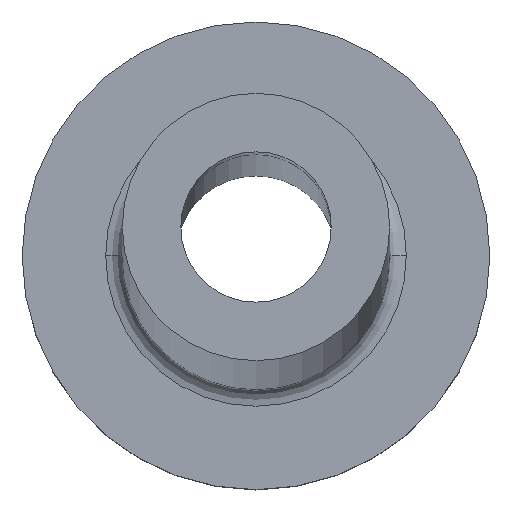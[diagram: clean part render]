
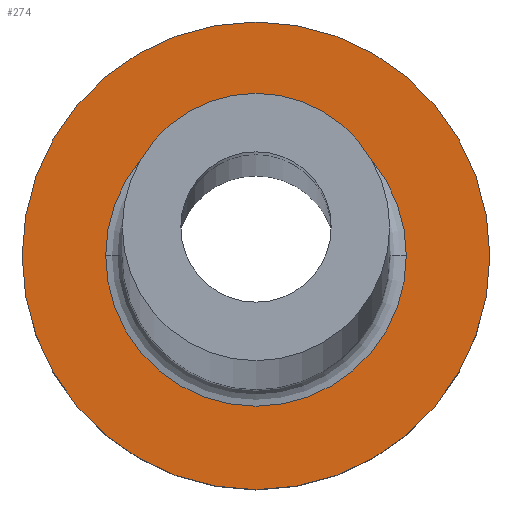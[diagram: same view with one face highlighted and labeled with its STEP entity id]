
A CAD part, top view. The second image highlights one B-rep face of the part: STEP entity #274.
In plain terms, the highlighted planar face has unit normal (0, 0, 1).
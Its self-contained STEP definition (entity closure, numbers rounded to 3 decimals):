
#1 = EDGE_CURVE ( 'NONE', #118, #34, #154, .T. ) ;
#20 = ORIENTED_EDGE ( 'NONE', *, *, #80, .T. ) ;
#22 = DIRECTION ( 'NONE',  ( 0., 0., -1. ) ) ;
#34 = VERTEX_POINT ( 'NONE', #163 ) ;
#47 = AXIS2_PLACEMENT_3D ( 'NONE', #363, #245, #208 ) ;
#49 = VERTEX_POINT ( 'NONE', #329 ) ;
#58 = EDGE_LOOP ( 'NONE', ( #339, #216 ) ) ;
#61 = CARTESIAN_POINT ( 'NONE',  ( 0., 0., 5. ) ) ;
#74 = DIRECTION ( 'NONE',  ( 0., 0., 1. ) ) ;
#80 = EDGE_CURVE ( 'NONE', #291, #49, #223, .T. ) ;
#107 = EDGE_CURVE ( 'NONE', #34, #118, #266, .T. ) ;
#118 = VERTEX_POINT ( 'NONE', #140 ) ;
#134 = DIRECTION ( 'NONE',  ( 1., 0., 0. ) ) ;
#140 = CARTESIAN_POINT ( 'NONE',  ( 7., 0., 5. ) ) ;
#145 = DIRECTION ( 'NONE',  ( 1., 0., 0. ) ) ;
#149 = AXIS2_PLACEMENT_3D ( 'NONE', #257, #74, #145 ) ;
#154 = CIRCLE ( 'NONE', #149, 7. ) ;
#160 = DIRECTION ( 'NONE',  ( 1., 0., 0. ) ) ;
#163 = CARTESIAN_POINT ( 'NONE',  ( -7., 0., 5. ) ) ;
#165 = DIRECTION ( 'NONE',  ( 0., 0., 1. ) ) ;
#176 = CARTESIAN_POINT ( 'NONE',  ( 0., 0., 5. ) ) ;
#208 = DIRECTION ( 'NONE',  ( 1., 0., 0. ) ) ;
#216 = ORIENTED_EDGE ( 'NONE', *, *, #1, .T. ) ;
#223 = CIRCLE ( 'NONE', #244, 4.5 ) ;
#244 = AXIS2_PLACEMENT_3D ( 'NONE', #176, #320, #134 ) ;
#245 = DIRECTION ( 'NONE',  ( 0., 0., 1. ) ) ;
#247 = AXIS2_PLACEMENT_3D ( 'NONE', #356, #22, #160 ) ;
#257 = CARTESIAN_POINT ( 'NONE',  ( 0., 0., 5. ) ) ;
#266 = CIRCLE ( 'NONE', #47, 7. ) ;
#274 = ADVANCED_FACE ( 'NONE', ( #317, #397 ), #362, .T. ) ;
#291 = VERTEX_POINT ( 'NONE', #453 ) ;
#317 = FACE_BOUND ( 'NONE', #359, .T. ) ;
#318 = ORIENTED_EDGE ( 'NONE', *, *, #340, .T. ) ;
#320 = DIRECTION ( 'NONE',  ( 0., 0., -1. ) ) ;
#329 = CARTESIAN_POINT ( 'NONE',  ( -4.5, 0., 5. ) ) ;
#339 = ORIENTED_EDGE ( 'NONE', *, *, #107, .T. ) ;
#340 = EDGE_CURVE ( 'NONE', #49, #291, #447, .T. ) ;
#356 = CARTESIAN_POINT ( 'NONE',  ( 0., 0., 5. ) ) ;
#359 = EDGE_LOOP ( 'NONE', ( #20, #318 ) ) ;
#362 = PLANE ( 'NONE',  #390 ) ;
#363 = CARTESIAN_POINT ( 'NONE',  ( 0., 0., 5. ) ) ;
#390 = AXIS2_PLACEMENT_3D ( 'NONE', #61, #165, #460 ) ;
#397 = FACE_OUTER_BOUND ( 'NONE', #58, .T. ) ;
#447 = CIRCLE ( 'NONE', #247, 4.5 ) ;
#453 = CARTESIAN_POINT ( 'NONE',  ( 4.5, 0., 5. ) ) ;
#460 = DIRECTION ( 'NONE',  ( 1., 0., 0. ) ) ;
